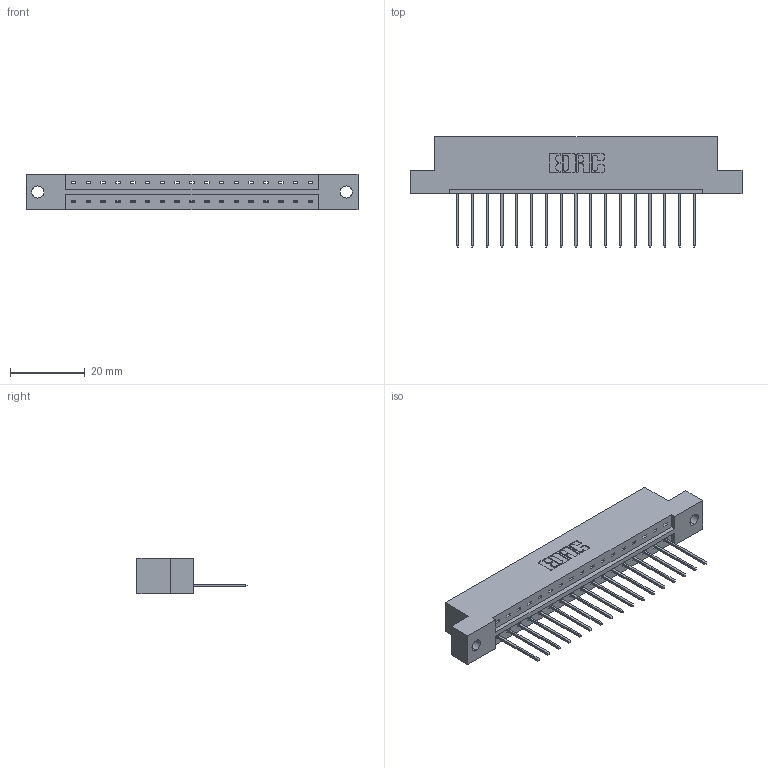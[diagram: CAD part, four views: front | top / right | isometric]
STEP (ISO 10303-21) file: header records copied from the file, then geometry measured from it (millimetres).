
FILE_DESCRIPTION (( 'STEP AP203' ), '1' );
FILE_NAME ('833-017-540-102.STEP', '2020-05-31T20:00:42', ( '' ), ( '' ), 'SwSTEP 2.0', 'SolidWorks 2020', '' );
FILE_SCHEMA (( 'CONFIG_CONTROL_DESIGN' ));
Length unit declared in the file: inch
Products named in the file (3): 833 Part_Flush - .128 Dia; 833-017-540-102; 345-292-001_345-293-140
Assembly tree (18 placements, depth 2):
  833-017-540-102
    833 Part_Flush - .128 Dia
    345-292-001_345-293-140  x17
Bounding box: 88.9 x 29.47 x 9.4 mm (x, y, z)
Volume: 8717.2 mm3; surface area: 9167.8 mm2
Topology: 18 solids, 18 shells, 1100 faces, 3303 edges, 2178 vertices
Faces by surface type: plane 784, cylinder 316
Entity records: 13647 total; most frequent: CARTESIAN_POINT 2365, ORIENTED_EDGE 2318, DIRECTION 2045, EDGE_CURVE 1159, LINE 1031, VECTOR 1031, VERTEX_POINT 770, AXIS2_PLACEMENT_3D 507
